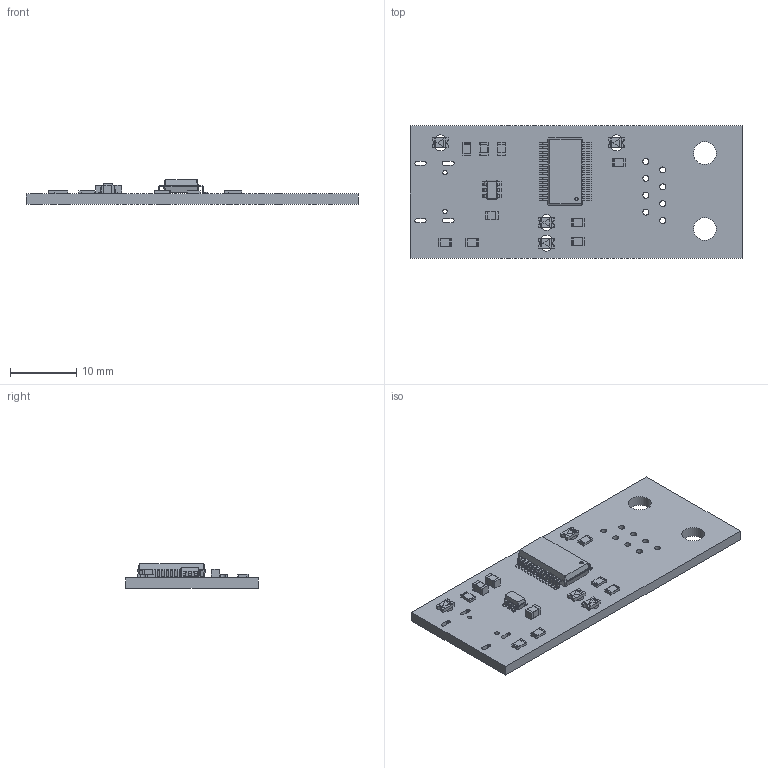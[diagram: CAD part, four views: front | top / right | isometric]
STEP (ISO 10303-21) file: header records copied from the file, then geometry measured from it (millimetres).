
FILE_DESCRIPTION(('KiCad electronic assembly'),'2;1');
FILE_NAME('USBMOUNT01.step','2023-08-16T01:14:31',('Pcbnew'),('Kicad'), 'Open CASCADE STEP processor 7.6','KiCad to STEP converter','Unknown' );
FILE_SCHEMA(('AUTOMOTIVE_DESIGN { 1 0 10303 214 1 1 1 1 }'));
Length unit declared in the file: millimetre
Products named in the file (12): USBMOUNT01 1; C_0805_2012Metric; SOLID; R_0805_2012Metric; SSOP-28_5.3x10.2mm_P0.65mm; LED_0805_2012Metric_Castellated; SOT-23-6; tmpe_gajyp6 PCB
Assembly tree (21 placements, depth 3):
  USBMOUNT01 1
    C_0805_2012Metric  x3
      SOLID
    R_0805_2012Metric  x6
      SOLID
    SSOP-28_5.3x10.2mm_P0.65mm
      SOLID
    LED_0805_2012Metric_Castellated  x4
      SOLID
    SOT-23-6
      SOLID
    tmpe_gajyp6 PCB
Bounding box: 50.01 x 19.99 x 3.73 mm (x, y, z)
Volume: 1652 mm3; surface area: 2672.9 mm2
Topology: 16 solids, 16 shells, 1198 faces, 3241 edges, 2086 vertices
Faces by surface type: plane 731, bspline 234, cylinder 233
Full cylindrical faces by diameter (mm): 0.5 x1, 0.65 x2, 0.9 x8, 3.45 x2
Entity records: 65126 total; most frequent: CARTESIAN_POINT 12167, DIRECTION 8565, LINE 6131, VECTOR 6131, ORIENTED_EDGE 4908, PCURVE 4908, DEFINITIONAL_REPRESENTATION 4908, EDGE_CURVE 2454
